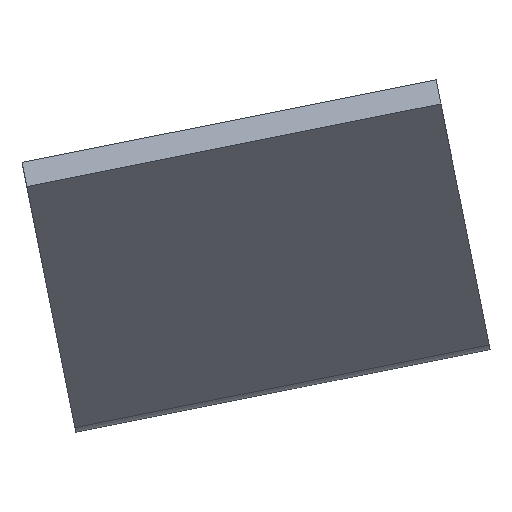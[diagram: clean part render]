
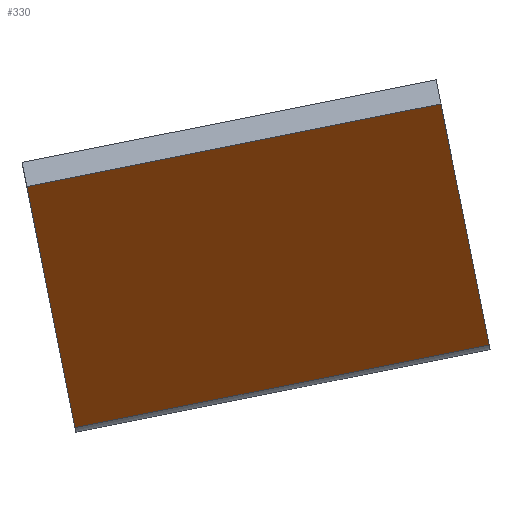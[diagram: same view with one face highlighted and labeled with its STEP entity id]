
A CAD part, left-side view. The second image highlights one B-rep face of the part: STEP entity #330.
In plain terms, the highlighted planar face has unit normal (-0.342, -0.184, -0.921).
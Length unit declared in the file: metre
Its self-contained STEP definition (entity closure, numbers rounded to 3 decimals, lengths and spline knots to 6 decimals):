
#64=ORIENTED_EDGE('',*,*,#143,.F.);
#65=ORIENTED_EDGE('',*,*,#136,.F.);
#66=ORIENTED_EDGE('',*,*,#133,.T.);
#67=ORIENTED_EDGE('',*,*,#139,.F.);
#133=EDGE_CURVE('',#174,#172,#201,.F.);
#136=EDGE_CURVE('',#174,#176,#204,.F.);
#139=EDGE_CURVE('',#178,#172,#207,.T.);
#143=EDGE_CURVE('',#176,#178,#211,.T.);
#172=VERTEX_POINT('',#512);
#174=VERTEX_POINT('',#515);
#176=VERTEX_POINT('',#521);
#178=VERTEX_POINT('',#527);
#201=LINE('',#514,#237);
#204=LINE('',#520,#240);
#207=LINE('',#526,#243);
#211=LINE('',#534,#247);
#237=VECTOR('',#412,1.);
#240=VECTOR('',#417,1.);
#243=VECTOR('',#422,1.);
#247=VECTOR('',#430,1.);
#268=EDGE_LOOP('',(#64,#65,#66,#67));
#290=FACE_BOUND('',#268,.T.);
#312=PLANE('',#365);
#330=ADVANCED_FACE('',(#290),#312,.F.);
#365=AXIS2_PLACEMENT_3D('',#533,#428,#429);
#412=DIRECTION('',(0.,-0.981,0.196));
#417=DIRECTION('',(-0.94,0.067,0.335));
#422=DIRECTION('',(-0.94,0.067,0.335));
#428=DIRECTION('',(0.342,0.184,0.922));
#429=DIRECTION('',(0.938,0.,-0.348));
#430=DIRECTION('',(0.,0.981,-0.196));
#512=CARTESIAN_POINT('',(-0.047304,0.242622,-0.2358));
#514=CARTESIAN_POINT('',(-0.047304,0.217713,-0.230827));
#515=CARTESIAN_POINT('',(-0.047304,0.217713,-0.230827));
#520=CARTESIAN_POINT('',(-0.024169,0.216065,-0.239085));
#521=CARTESIAN_POINT('',(-0.006698,0.21482,-0.245321));
#526=CARTESIAN_POINT('',(-0.024169,0.240974,-0.244057));
#527=CARTESIAN_POINT('',(-0.006698,0.239729,-0.250293));
#533=CARTESIAN_POINT('',(-0.024169,0.216065,-0.239085));
#534=CARTESIAN_POINT('',(-0.006698,0.21482,-0.245321));
